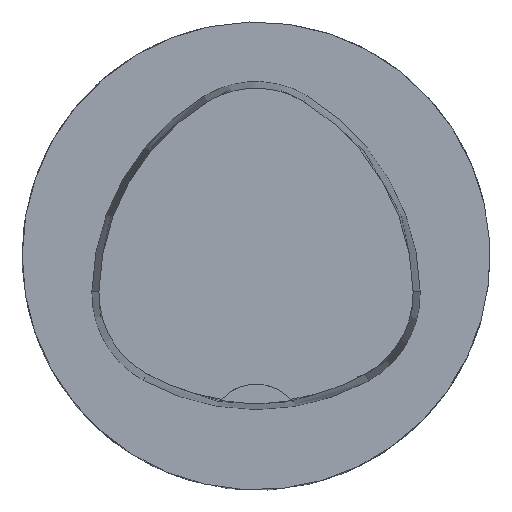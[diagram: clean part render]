
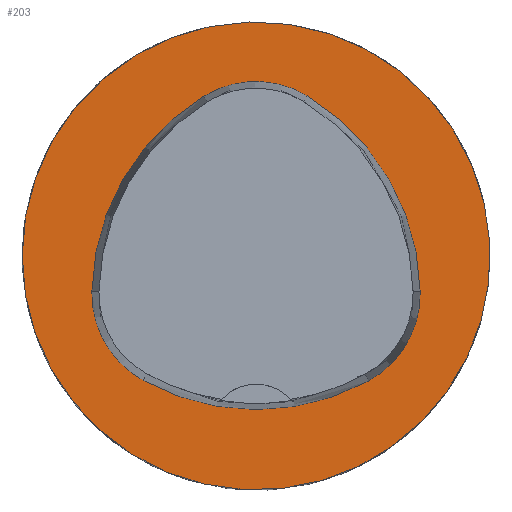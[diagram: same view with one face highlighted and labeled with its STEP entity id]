
A CAD part, top view. The second image highlights one B-rep face of the part: STEP entity #203.
In plain terms, the highlighted planar face has unit normal (0, 0, 1).
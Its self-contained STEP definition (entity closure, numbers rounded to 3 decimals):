
#119=FACE_BOUND('',#330,.T.);
#120=FACE_BOUND('',#331,.T.);
#140=PLANE('',#1144);
#203=ADVANCED_FACE('',(#119,#120),#140,.T.);
#330=EDGE_LOOP('',(#550,#551,#552,#553,#554,#555));
#331=EDGE_LOOP('',(#556));
#392=CIRCLE('',#1112,20.);
#393=CIRCLE('',#1122,20.);
#395=CIRCLE('',#1125,8.5);
#397=CIRCLE('',#1128,20.);
#399=CIRCLE('',#1131,8.5);
#403=CIRCLE('',#1136,20.);
#405=CIRCLE('',#1139,8.5);
#550=ORIENTED_EDGE('',*,*,#852,.T.);
#551=ORIENTED_EDGE('',*,*,#832,.T.);
#552=ORIENTED_EDGE('',*,*,#836,.T.);
#553=ORIENTED_EDGE('',*,*,#839,.T.);
#554=ORIENTED_EDGE('',*,*,#842,.T.);
#555=ORIENTED_EDGE('',*,*,#850,.T.);
#556=ORIENTED_EDGE('',*,*,#815,.F.);
#714=VERTEX_POINT('',#1680);
#731=VERTEX_POINT('',#1715);
#732=VERTEX_POINT('',#1716);
#735=VERTEX_POINT('',#1724);
#737=VERTEX_POINT('',#1730);
#739=VERTEX_POINT('',#1736);
#746=VERTEX_POINT('',#1757);
#815=EDGE_CURVE('',#714,#714,#392,.T.);
#832=EDGE_CURVE('',#731,#732,#393,.T.);
#836=EDGE_CURVE('',#732,#735,#395,.T.);
#839=EDGE_CURVE('',#735,#737,#397,.T.);
#842=EDGE_CURVE('',#737,#739,#399,.T.);
#850=EDGE_CURVE('',#739,#746,#403,.T.);
#852=EDGE_CURVE('',#746,#731,#405,.T.);
#1112=AXIS2_PLACEMENT_3D('',#1679,#1291,#1292);
#1122=AXIS2_PLACEMENT_3D('',#1714,#1319,#1320);
#1125=AXIS2_PLACEMENT_3D('',#1723,#1327,#1328);
#1128=AXIS2_PLACEMENT_3D('',#1729,#1334,#1335);
#1131=AXIS2_PLACEMENT_3D('',#1735,#1341,#1342);
#1136=AXIS2_PLACEMENT_3D('',#1758,#1353,#1354);
#1139=AXIS2_PLACEMENT_3D('',#1761,#1359,#1360);
#1144=AXIS2_PLACEMENT_3D('',#1766,#1369,#1370);
#1291=DIRECTION('',(0.,0.,-1.));
#1292=DIRECTION('',(-1.,0.,0.));
#1319=DIRECTION('',(0.,0.,-1.));
#1320=DIRECTION('',(-1.,0.,0.));
#1327=DIRECTION('',(0.,0.,-1.));
#1328=DIRECTION('',(-1.,0.,0.));
#1334=DIRECTION('',(0.,0.,-1.));
#1335=DIRECTION('',(-1.,0.,0.));
#1341=DIRECTION('',(0.,0.,-1.));
#1342=DIRECTION('',(-1.,0.,0.));
#1353=DIRECTION('',(0.,0.,-1.));
#1354=DIRECTION('',(-1.,0.,0.));
#1359=DIRECTION('',(0.,0.,-1.));
#1360=DIRECTION('',(-1.,0.,0.));
#1369=DIRECTION('',(0.,0.,1.));
#1370=DIRECTION('',(-1.,0.,0.));
#1679=CARTESIAN_POINT('',(0.,0.,
0.));
#1680=CARTESIAN_POINT('',(-20.,0.,0.));
#1714=CARTESIAN_POINT('',(5.955,-3.414,0.));
#1715=CARTESIAN_POINT('',(-14.041,-3.042,0.));
#1716=CARTESIAN_POINT('',(-4.472,13.653,0.));
#1723=CARTESIAN_POINT('',(-0.04,6.4,0.));
#1724=CARTESIAN_POINT('',(4.347,13.68,0.));
#1729=CARTESIAN_POINT('',(-5.976,-3.45,0.));
#1730=CARTESIAN_POINT('',(14.021,-3.075,0.));
#1735=CARTESIAN_POINT('',(5.522,-3.235,0.));
#1736=CARTESIAN_POINT('',(9.588,-10.699,0.));
#1757=CARTESIAN_POINT('',(-9.655,-10.639,0.));
#1758=CARTESIAN_POINT('',(0.022,6.864,0.));
#1761=CARTESIAN_POINT('',(-5.543,-3.2,0.));
#1766=CARTESIAN_POINT('',(0.,0.,
0.));
